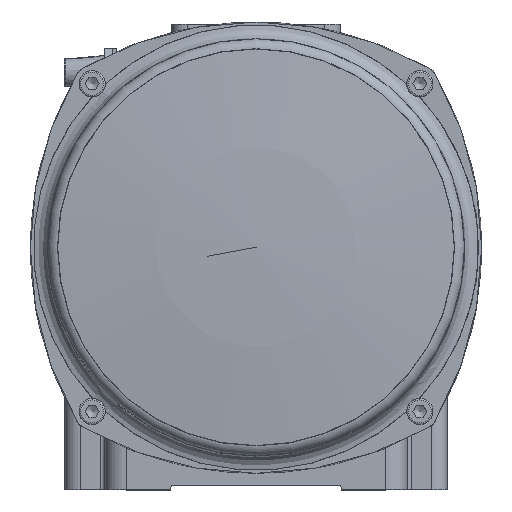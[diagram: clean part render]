
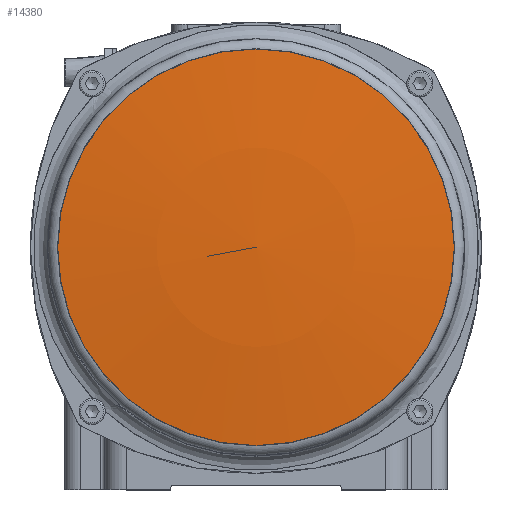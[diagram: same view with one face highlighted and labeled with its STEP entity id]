
A CAD part, top view. The second image highlights one B-rep face of the part: STEP entity #14380.
In plain terms, the highlighted spherical face has radius 951.5 mm.
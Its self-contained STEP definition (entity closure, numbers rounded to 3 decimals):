
#14360=CARTESIAN_POINT('',(0.,-113.57,197.881));
#14361=VERTEX_POINT('',#14360);
#14362=CARTESIAN_POINT('',(0.,-15.,197.881));
#14363=DIRECTION('',(0.0,0.0,-1.0));
#14364=DIRECTION('',(0.0,1.0,0.0));
#14365=AXIS2_PLACEMENT_3D('',#14362,#14363,#14364);
#14366=CIRCLE('',#14365,98.57);
#14367=EDGE_CURVE('',#14361,#14361,#14366,.T.);
#14372=CARTESIAN_POINT('',(0.,-15.,-748.5));
#14373=DIRECTION('',(0.0,0.0,1.0));
#14374=DIRECTION('',(1.0,0.0,0.0));
#14375=AXIS2_PLACEMENT_3D('',#14372,#14373,#14374);
#14376=SPHERICAL_SURFACE('',#14375,951.5);
#14377=ORIENTED_EDGE('',*,*,#14367,.F.);
#14378=EDGE_LOOP('',(#14377));
#14379=FACE_OUTER_BOUND('',#14378,.T.);
#14380=ADVANCED_FACE('',(#14379),#14376,.T.);
